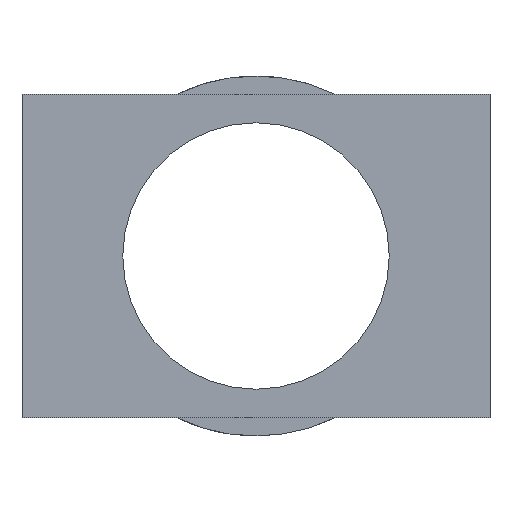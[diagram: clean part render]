
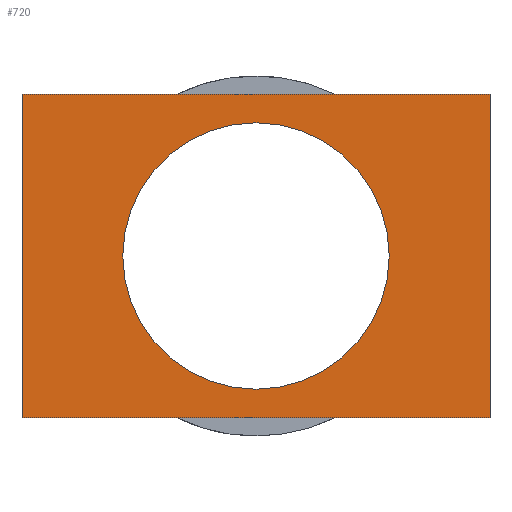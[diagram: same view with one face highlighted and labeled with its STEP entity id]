
A CAD part, front view. The second image highlights one B-rep face of the part: STEP entity #720.
In plain terms, the highlighted planar face has unit normal (0, -1, 0).
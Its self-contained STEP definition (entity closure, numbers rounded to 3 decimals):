
#55 = PLANE('',#56);
#56 = AXIS2_PLACEMENT_3D('',#57,#58,#59);
#57 = CARTESIAN_POINT('',(0.05,0.85,4.55));
#58 = DIRECTION('',(0.,0.,-1.));
#59 = DIRECTION('',(1.,0.,0.));
#142 = PLANE('',#143);
#143 = AXIS2_PLACEMENT_3D('',#144,#145,#146);
#144 = CARTESIAN_POINT('',(0.05,0.85,0.05)
  );
#145 = DIRECTION('',(0.,0.,-1.));
#146 = DIRECTION('',(0.,1.,0.));
#455 = CYLINDRICAL_SURFACE('',#456,1.85);
#456 = AXIS2_PLACEMENT_3D('',#457,#458,#459);
#457 = CARTESIAN_POINT('',(0.05,6.85,
    2.3));
#458 = DIRECTION('',(0.,-1.,0.));
#459 = DIRECTION('',(1.,0.,0.));
#532 = PLANE('',#533);
#533 = AXIS2_PLACEMENT_3D('',#534,#535,#536);
#534 = CARTESIAN_POINT('',(-3.2,-5.15,4.55));
#535 = DIRECTION('',(-1.,0.,0.));
#536 = DIRECTION('',(0.,1.,0.));
#608 = PLANE('',#609);
#609 = AXIS2_PLACEMENT_3D('',#610,#611,#612);
#610 = CARTESIAN_POINT('',(3.3,6.85,4.55)
  );
#611 = DIRECTION('',(1.,0.,0.));
#612 = DIRECTION('',(0.,-1.,0.));
#646 = VERTEX_POINT('',#647);
#647 = CARTESIAN_POINT('',(-1.8,-5.15,
    2.3));
#667 = EDGE_CURVE('',#646,#646,#668,.T.);
#668 = SURFACE_CURVE('',#669,(#674,#703),.PCURVE_S1.);
#669 = CIRCLE('',#670,1.85);
#670 = AXIS2_PLACEMENT_3D('',#671,#672,#673);
#671 = CARTESIAN_POINT('',(0.05,-5.15,
    2.3));
#672 = DIRECTION('',(0.,1.,0.));
#673 = DIRECTION('',(1.,0.,0.));
#674 = PCURVE('',#455,#675);
#675 = DEFINITIONAL_REPRESENTATION('',(#676),#702);
#676 = B_SPLINE_CURVE_WITH_KNOTS('',3,(#677,#678,#679,#680,#681,#682,
    #683,#684,#685,#686,#687,#688,#689,#690,#691,#692,#693,#694,#695,
    #696,#697,#698,#699,#700,#701),.UNSPECIFIED.,.F.,.F.,(4,1,1,1,1,1,1,
    1,1,1,1,1,1,1,1,1,1,1,1,1,1,1,4),(3.142,3.427,
    3.713,3.998,4.284,4.57,
    4.855,5.141,5.426,5.712,
    5.998,6.283,6.569,6.854,
    7.14,7.426,7.711,7.997,
    8.282,8.568,8.854,9.139,
    9.425),.QUASI_UNIFORM_KNOTS.);
#677 = CARTESIAN_POINT('',(9.425,12.));
#678 = CARTESIAN_POINT('',(9.33,12.));
#679 = CARTESIAN_POINT('',(9.139,12.));
#680 = CARTESIAN_POINT('',(8.854,12.));
#681 = CARTESIAN_POINT('',(8.568,12.));
#682 = CARTESIAN_POINT('',(8.282,12.));
#683 = CARTESIAN_POINT('',(7.997,12.));
#684 = CARTESIAN_POINT('',(7.711,12.));
#685 = CARTESIAN_POINT('',(7.426,12.));
#686 = CARTESIAN_POINT('',(7.14,12.));
#687 = CARTESIAN_POINT('',(6.854,12.));
#688 = CARTESIAN_POINT('',(6.569,12.));
#689 = CARTESIAN_POINT('',(6.283,12.));
#690 = CARTESIAN_POINT('',(5.998,12.));
#691 = CARTESIAN_POINT('',(5.712,12.));
#692 = CARTESIAN_POINT('',(5.426,12.));
#693 = CARTESIAN_POINT('',(5.141,12.));
#694 = CARTESIAN_POINT('',(4.855,12.));
#695 = CARTESIAN_POINT('',(4.57,12.));
#696 = CARTESIAN_POINT('',(4.284,12.));
#697 = CARTESIAN_POINT('',(3.998,12.));
#698 = CARTESIAN_POINT('',(3.713,12.));
#699 = CARTESIAN_POINT('',(3.427,12.));
#700 = CARTESIAN_POINT('',(3.237,12.));
#701 = CARTESIAN_POINT('',(3.142,12.));
#702 = ( GEOMETRIC_REPRESENTATION_CONTEXT(2) 
PARAMETRIC_REPRESENTATION_CONTEXT() REPRESENTATION_CONTEXT('2D SPACE',''
  ) );
#703 = PCURVE('',#704,#709);
#704 = PLANE('',#705);
#705 = AXIS2_PLACEMENT_3D('',#706,#707,#708);
#706 = CARTESIAN_POINT('',(3.3,-5.15,4.55
    ));
#707 = DIRECTION('',(0.,-1.,0.));
#708 = DIRECTION('',(-1.,0.,0.));
#709 = DEFINITIONAL_REPRESENTATION('',(#710),#718);
#710 = ( BOUNDED_CURVE() B_SPLINE_CURVE(2,(#711,#712,#713,#714,#715,#716
,#717),.UNSPECIFIED.,.F.,.F.) B_SPLINE_CURVE_WITH_KNOTS((1,2,2,2,2,1),(
    -2.094,0.,2.094,4.189,6.283,
8.378),.UNSPECIFIED.) CURVE() GEOMETRIC_REPRESENTATION_ITEM() 
RATIONAL_B_SPLINE_CURVE((1.,0.5,1.,0.5,1.,0.5,1.)) REPRESENTATION_ITEM(
  '') );
#711 = CARTESIAN_POINT('',(1.4,2.25));
#712 = CARTESIAN_POINT('',(1.4,5.454));
#713 = CARTESIAN_POINT('',(4.175,3.852));
#714 = CARTESIAN_POINT('',(6.95,2.25));
#715 = CARTESIAN_POINT('',(4.175,0.648));
#716 = CARTESIAN_POINT('',(1.4,-0.954));
#717 = CARTESIAN_POINT('',(1.4,2.25));
#718 = ( GEOMETRIC_REPRESENTATION_CONTEXT(2) 
PARAMETRIC_REPRESENTATION_CONTEXT() REPRESENTATION_CONTEXT('2D SPACE',''
  ) );
#720 = ADVANCED_FACE('',(#721,#815),#704,.T.);
#721 = FACE_BOUND('',#722,.T.);
#722 = EDGE_LOOP('',(#723,#748,#771,#794));
#723 = ORIENTED_EDGE('',*,*,#724,.T.);
#724 = EDGE_CURVE('',#725,#727,#729,.T.);
#725 = VERTEX_POINT('',#726);
#726 = CARTESIAN_POINT('',(3.3,-5.15,4.55
    ));
#727 = VERTEX_POINT('',#728);
#728 = CARTESIAN_POINT('',(-3.2,-5.15,4.55));
#729 = SURFACE_CURVE('',#730,(#734,#741),.PCURVE_S1.);
#730 = LINE('',#731,#732);
#731 = CARTESIAN_POINT('',(3.3,-5.15,4.55
    ));
#732 = VECTOR('',#733,1.);
#733 = DIRECTION('',(-1.,0.,0.));
#734 = PCURVE('',#704,#735);
#735 = DEFINITIONAL_REPRESENTATION('',(#736),#740);
#736 = LINE('',#737,#738);
#737 = CARTESIAN_POINT('',(0.,0.));
#738 = VECTOR('',#739,1.);
#739 = DIRECTION('',(1.,0.));
#740 = ( GEOMETRIC_REPRESENTATION_CONTEXT(2) 
PARAMETRIC_REPRESENTATION_CONTEXT() REPRESENTATION_CONTEXT('2D SPACE',''
  ) );
#741 = PCURVE('',#55,#742);
#742 = DEFINITIONAL_REPRESENTATION('',(#743),#747);
#743 = LINE('',#744,#745);
#744 = CARTESIAN_POINT('',(3.25,6.));
#745 = VECTOR('',#746,1.);
#746 = DIRECTION('',(-1.,0.));
#747 = ( GEOMETRIC_REPRESENTATION_CONTEXT(2) 
PARAMETRIC_REPRESENTATION_CONTEXT() REPRESENTATION_CONTEXT('2D SPACE',''
  ) );
#748 = ORIENTED_EDGE('',*,*,#749,.T.);
#749 = EDGE_CURVE('',#727,#750,#752,.T.);
#750 = VERTEX_POINT('',#751);
#751 = CARTESIAN_POINT('',(-3.2,-5.15,0.05));
#752 = SURFACE_CURVE('',#753,(#757,#764),.PCURVE_S1.);
#753 = LINE('',#754,#755);
#754 = CARTESIAN_POINT('',(-3.2,-5.15,4.55));
#755 = VECTOR('',#756,1.);
#756 = DIRECTION('',(0.,0.,-1.));
#757 = PCURVE('',#704,#758);
#758 = DEFINITIONAL_REPRESENTATION('',(#759),#763);
#759 = LINE('',#760,#761);
#760 = CARTESIAN_POINT('',(6.5,0.));
#761 = VECTOR('',#762,1.);
#762 = DIRECTION('',(0.,1.));
#763 = ( GEOMETRIC_REPRESENTATION_CONTEXT(2) 
PARAMETRIC_REPRESENTATION_CONTEXT() REPRESENTATION_CONTEXT('2D SPACE',''
  ) );
#764 = PCURVE('',#532,#765);
#765 = DEFINITIONAL_REPRESENTATION('',(#766),#770);
#766 = LINE('',#767,#768);
#767 = CARTESIAN_POINT('',(0.,0.));
#768 = VECTOR('',#769,1.);
#769 = DIRECTION('',(0.,1.));
#770 = ( GEOMETRIC_REPRESENTATION_CONTEXT(2) 
PARAMETRIC_REPRESENTATION_CONTEXT() REPRESENTATION_CONTEXT('2D SPACE',''
  ) );
#771 = ORIENTED_EDGE('',*,*,#772,.F.);
#772 = EDGE_CURVE('',#773,#750,#775,.T.);
#773 = VERTEX_POINT('',#774);
#774 = CARTESIAN_POINT('',(3.3,-5.15,
    0.05));
#775 = SURFACE_CURVE('',#776,(#780,#787),.PCURVE_S1.);
#776 = LINE('',#777,#778);
#777 = CARTESIAN_POINT('',(3.3,-5.15,
    0.05));
#778 = VECTOR('',#779,1.);
#779 = DIRECTION('',(-1.,0.,0.));
#780 = PCURVE('',#704,#781);
#781 = DEFINITIONAL_REPRESENTATION('',(#782),#786);
#782 = LINE('',#783,#784);
#783 = CARTESIAN_POINT('',(0.,4.5));
#784 = VECTOR('',#785,1.);
#785 = DIRECTION('',(1.,0.));
#786 = ( GEOMETRIC_REPRESENTATION_CONTEXT(2) 
PARAMETRIC_REPRESENTATION_CONTEXT() REPRESENTATION_CONTEXT('2D SPACE',''
  ) );
#787 = PCURVE('',#142,#788);
#788 = DEFINITIONAL_REPRESENTATION('',(#789),#793);
#789 = LINE('',#790,#791);
#790 = CARTESIAN_POINT('',(-6.,3.25));
#791 = VECTOR('',#792,1.);
#792 = DIRECTION('',(0.,-1.));
#793 = ( GEOMETRIC_REPRESENTATION_CONTEXT(2) 
PARAMETRIC_REPRESENTATION_CONTEXT() REPRESENTATION_CONTEXT('2D SPACE',''
  ) );
#794 = ORIENTED_EDGE('',*,*,#795,.F.);
#795 = EDGE_CURVE('',#725,#773,#796,.T.);
#796 = SURFACE_CURVE('',#797,(#801,#808),.PCURVE_S1.);
#797 = LINE('',#798,#799);
#798 = CARTESIAN_POINT('',(3.3,-5.15,4.55
    ));
#799 = VECTOR('',#800,1.);
#800 = DIRECTION('',(0.,0.,-1.));
#801 = PCURVE('',#704,#802);
#802 = DEFINITIONAL_REPRESENTATION('',(#803),#807);
#803 = LINE('',#804,#805);
#804 = CARTESIAN_POINT('',(0.,0.));
#805 = VECTOR('',#806,1.);
#806 = DIRECTION('',(0.,1.));
#807 = ( GEOMETRIC_REPRESENTATION_CONTEXT(2) 
PARAMETRIC_REPRESENTATION_CONTEXT() REPRESENTATION_CONTEXT('2D SPACE',''
  ) );
#808 = PCURVE('',#608,#809);
#809 = DEFINITIONAL_REPRESENTATION('',(#810),#814);
#810 = LINE('',#811,#812);
#811 = CARTESIAN_POINT('',(12.,0.));
#812 = VECTOR('',#813,1.);
#813 = DIRECTION('',(0.,1.));
#814 = ( GEOMETRIC_REPRESENTATION_CONTEXT(2) 
PARAMETRIC_REPRESENTATION_CONTEXT() REPRESENTATION_CONTEXT('2D SPACE',''
  ) );
#815 = FACE_BOUND('',#816,.T.);
#816 = EDGE_LOOP('',(#817));
#817 = ORIENTED_EDGE('',*,*,#667,.T.);
